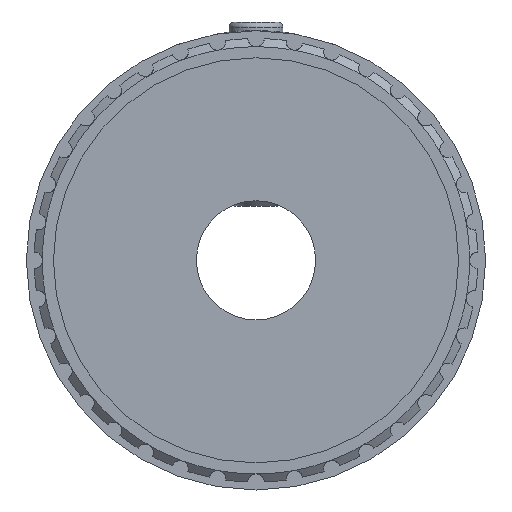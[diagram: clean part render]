
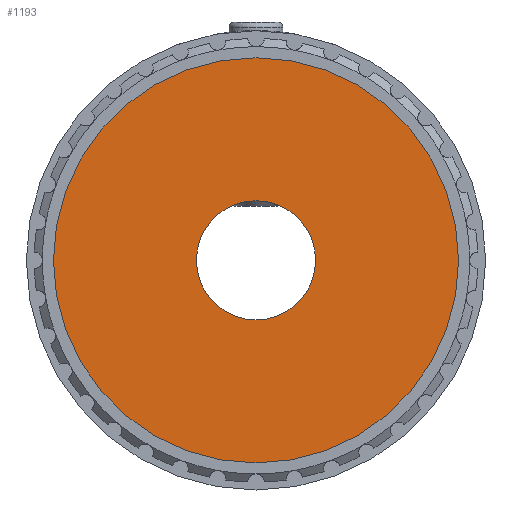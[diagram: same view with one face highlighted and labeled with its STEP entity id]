
A CAD part, front view. The second image highlights one B-rep face of the part: STEP entity #1193.
In plain terms, the highlighted planar face has unit normal (0, -1, 0).
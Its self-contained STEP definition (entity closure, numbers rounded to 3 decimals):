
#36 = FACE_BOUND ( 'NONE', #681, .T. ) ;
#57 = EDGE_CURVE ( 'NONE', #2795, #4889, #1187, .T. ) ;
#76 = CARTESIAN_POINT ( 'NONE',  ( -18.7, -30.943, 0. ) ) ;
#91 = DIRECTION ( 'NONE',  ( -1., 0., 0. ) ) ;
#116 = VERTEX_POINT ( 'NONE', #5042 ) ;
#213 = EDGE_CURVE ( 'NONE', #4889, #2795, #6085, .T. ) ;
#248 = AXIS2_PLACEMENT_3D ( 'NONE', #2976, #5217, #4005 ) ;
#388 = DIRECTION ( 'NONE',  ( -1., 0., 0. ) ) ;
#681 = EDGE_LOOP ( 'NONE', ( #3286, #4818 ) ) ;
#802 = AXIS2_PLACEMENT_3D ( 'NONE', #5692, #1357, #91 ) ;
#1024 = VERTEX_POINT ( 'NONE', #76 ) ;
#1187 = CIRCLE ( 'NONE', #2595, 5.5 ) ;
#1193 = ADVANCED_FACE ( 'NONE', ( #36, #5635 ), #3465, .T. ) ;
#1352 = AXIS2_PLACEMENT_3D ( 'NONE', #5141, #6315, #2936 ) ;
#1357 = DIRECTION ( 'NONE',  ( 0., 1., 0. ) ) ;
#1466 = EDGE_CURVE ( 'NONE', #1024, #116, #3911, .T. ) ;
#2595 = AXIS2_PLACEMENT_3D ( 'NONE', #2697, #4936, #388 ) ;
#2697 = CARTESIAN_POINT ( 'NONE',  ( 0., -30.943, 0. ) ) ;
#2795 = VERTEX_POINT ( 'NONE', #3709 ) ;
#2936 = DIRECTION ( 'NONE',  ( -1., 0., 0. ) ) ;
#2951 = EDGE_LOOP ( 'NONE', ( #7081, #3357 ) ) ;
#2976 = CARTESIAN_POINT ( 'NONE',  ( 0., -30.943, 0. ) ) ;
#3094 = AXIS2_PLACEMENT_3D ( 'NONE', #5171, #3504, #5703 ) ;
#3286 = ORIENTED_EDGE ( 'NONE', *, *, #57, .T. ) ;
#3357 = ORIENTED_EDGE ( 'NONE', *, *, #4775, .F. ) ;
#3465 = PLANE ( 'NONE',  #3094 ) ;
#3504 = DIRECTION ( 'NONE',  ( 0., -1., 0. ) ) ;
#3709 = CARTESIAN_POINT ( 'NONE',  ( -5.5, -30.943, 0. ) ) ;
#3911 = CIRCLE ( 'NONE', #1352, 18.7 ) ;
#4005 = DIRECTION ( 'NONE',  ( -1., 0., 0. ) ) ;
#4431 = CIRCLE ( 'NONE', #802, 18.7 ) ;
#4775 = EDGE_CURVE ( 'NONE', #116, #1024, #4431, .T. ) ;
#4818 = ORIENTED_EDGE ( 'NONE', *, *, #213, .T. ) ;
#4889 = VERTEX_POINT ( 'NONE', #6194 ) ;
#4936 = DIRECTION ( 'NONE',  ( 0., 1., 0. ) ) ;
#5042 = CARTESIAN_POINT ( 'NONE',  ( 18.7, -30.943, 0. ) ) ;
#5141 = CARTESIAN_POINT ( 'NONE',  ( 0., -30.943, 0. ) ) ;
#5171 = CARTESIAN_POINT ( 'NONE',  ( -5.5, -30.943, 0. ) ) ;
#5217 = DIRECTION ( 'NONE',  ( 0., 1., 0. ) ) ;
#5635 = FACE_OUTER_BOUND ( 'NONE', #2951, .T. ) ;
#5692 = CARTESIAN_POINT ( 'NONE',  ( 0., -30.943, 0. ) ) ;
#5703 = DIRECTION ( 'NONE',  ( 1., 0., 0. ) ) ;
#6085 = CIRCLE ( 'NONE', #248, 5.5 ) ;
#6194 = CARTESIAN_POINT ( 'NONE',  ( 5.5, -30.943, 0. ) ) ;
#6315 = DIRECTION ( 'NONE',  ( 0., 1., 0. ) ) ;
#7081 = ORIENTED_EDGE ( 'NONE', *, *, #1466, .F. ) ;
